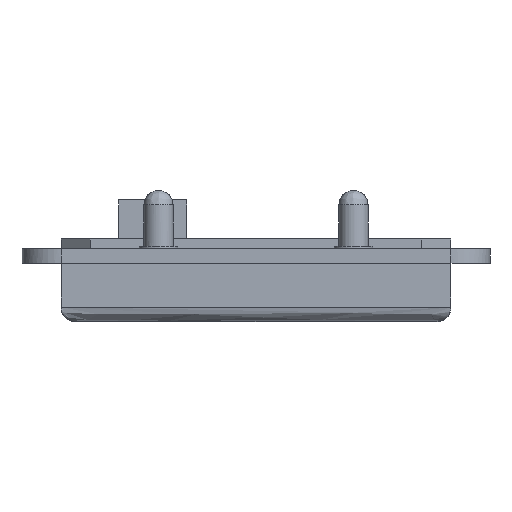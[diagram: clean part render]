
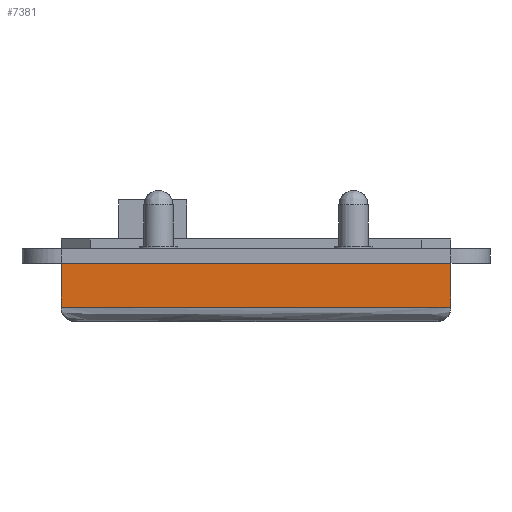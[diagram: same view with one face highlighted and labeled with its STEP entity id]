
A CAD part, left-side view. The second image highlights one B-rep face of the part: STEP entity #7381.
In plain terms, the highlighted free-form (B-spline) face has degree [1, 1] with [2, 2] control points.
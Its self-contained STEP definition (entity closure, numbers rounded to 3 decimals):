
#1152 = VERTEX_POINT('',#1153);
#1153 = CARTESIAN_POINT('',(-14.948,23.917,
    -0.897));
#1160 = EDGE_CURVE('',#1161,#1152,#1163,.T.);
#1161 = VERTEX_POINT('',#1162);
#1162 = CARTESIAN_POINT('',(-14.948,-23.917,
    -0.897));
#1163 = B_SPLINE_CURVE_WITH_KNOTS('',1,(#1164,#1165),.UNSPECIFIED.,.F.,
  .F.,(2,2),(-20.,20.),.PIECEWISE_BEZIER_KNOTS.);
#1164 = CARTESIAN_POINT('',(-14.948,-23.917,
    -0.897));
#1165 = CARTESIAN_POINT('',(-14.948,23.917,
    -0.897));
#7381 = ADVANCED_FACE('',(#7382),#7404,.F.);
#7382 = FACE_BOUND('',#7383,.T.);
#7383 = EDGE_LOOP('',(#7384,#7391,#7398,#7403));
#7384 = ORIENTED_EDGE('',*,*,#7385,.T.);
#7385 = EDGE_CURVE('',#1152,#7386,#7388,.T.);
#7386 = VERTEX_POINT('',#7387);
#7387 = CARTESIAN_POINT('',(-14.948,23.917,
    -6.278));
#7388 = B_SPLINE_CURVE_WITH_KNOTS('',1,(#7389,#7390),.UNSPECIFIED.,.F.,
  .F.,(2,2),(-6.,-1.5),.PIECEWISE_BEZIER_KNOTS.);
#7389 = CARTESIAN_POINT('',(-14.948,23.917,
    -0.897));
#7390 = CARTESIAN_POINT('',(-14.948,23.917,
    -6.278));
#7391 = ORIENTED_EDGE('',*,*,#7392,.T.);
#7392 = EDGE_CURVE('',#7386,#7393,#7395,.T.);
#7393 = VERTEX_POINT('',#7394);
#7394 = CARTESIAN_POINT('',(-14.948,-23.917,
    -6.278));
#7395 = B_SPLINE_CURVE_WITH_KNOTS('',1,(#7396,#7397),.UNSPECIFIED.,.F.,
  .F.,(2,2),(-40.,0.),.PIECEWISE_BEZIER_KNOTS.);
#7396 = CARTESIAN_POINT('',(-14.948,23.917,
    -6.278));
#7397 = CARTESIAN_POINT('',(-14.948,-23.917,
    -6.278));
#7398 = ORIENTED_EDGE('',*,*,#7399,.F.);
#7399 = EDGE_CURVE('',#1161,#7393,#7400,.T.);
#7400 = B_SPLINE_CURVE_WITH_KNOTS('',1,(#7401,#7402),.UNSPECIFIED.,.F.,
  .F.,(2,2),(-6.,-1.5),.PIECEWISE_BEZIER_KNOTS.);
#7401 = CARTESIAN_POINT('',(-14.948,-23.917,
    -0.897));
#7402 = CARTESIAN_POINT('',(-14.948,-23.917,
    -6.278));
#7403 = ORIENTED_EDGE('',*,*,#1160,.T.);
#7404 = B_SPLINE_SURFACE_WITH_KNOTS('',1,1,(
    (#7405,#7406)
    ,(#7407,#7408
    )),.UNSPECIFIED.,.F.,.F.,.F.,(2,2),(2,2),(-6.,-1.5),(0.,40.),
  .PIECEWISE_BEZIER_KNOTS.);
#7405 = CARTESIAN_POINT('',(-14.948,-23.917,
    -0.897));
#7406 = CARTESIAN_POINT('',(-14.948,23.917,
    -0.897));
#7407 = CARTESIAN_POINT('',(-14.948,-23.917,
    -6.278));
#7408 = CARTESIAN_POINT('',(-14.948,23.917,
    -6.278));
